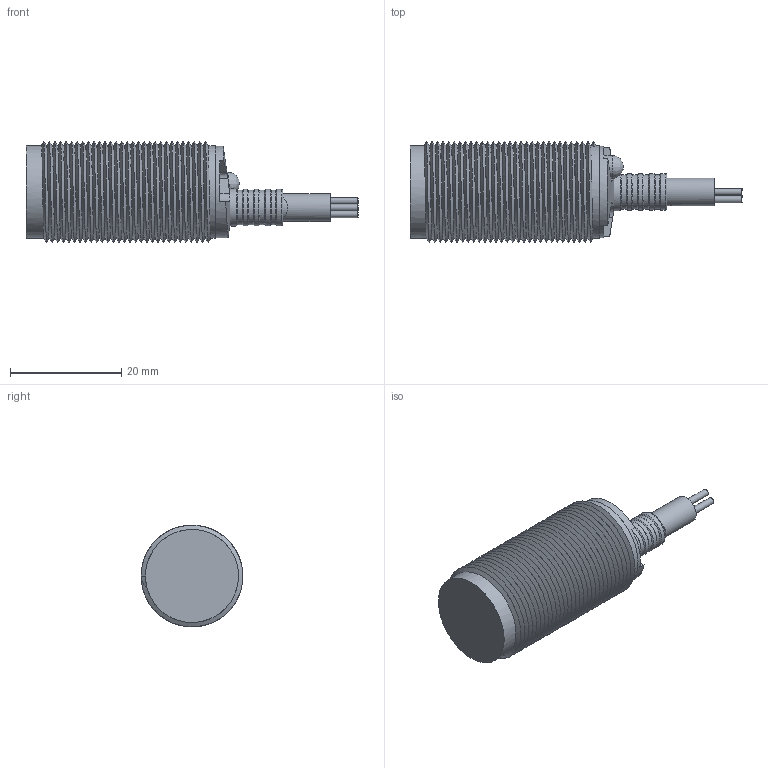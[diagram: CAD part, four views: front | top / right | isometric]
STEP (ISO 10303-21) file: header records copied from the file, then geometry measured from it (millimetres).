
FILE_DESCRIPTION( ('This file contains a STEP AP42 implementation' ,'as created by ZW3D STEP Interface translator.') ,'2;1' );
FILE_NAME( 'ECS1-1808X-X3SX.stp' ,'20 525. 82318', (''), ('ZWCAD Software Co.'), 'Version 1.0', 'ZW3D to STEP translator', '' );
FILE_SCHEMA(('AUTOMOTIVE_DESIGN'));
Length unit declared in the file: millimetre
Products named in the file (2): 0; ECS1-1808X-X3SX
Bounding box: 59.61 x 18.26 x 18.26 mm (x, y, z)
Volume: 369.7 mm3; surface area: 4804.5 mm2
Topology: 2 solids, 5 shells, 90 faces, 211 edges, 133 vertices
Faces by surface type: bspline 90
Entity records: 4632 total; most frequent: CARTESIAN_POINT 3339, ORIENTED_EDGE 418, EDGE_CURVE 211, VERTEX_POINT 133, EDGE_LOOP 96, B_SPLINE_CURVE_WITH_KNOTS 94, FACE_OUTER_BOUND 90, ADVANCED_FACE 90
